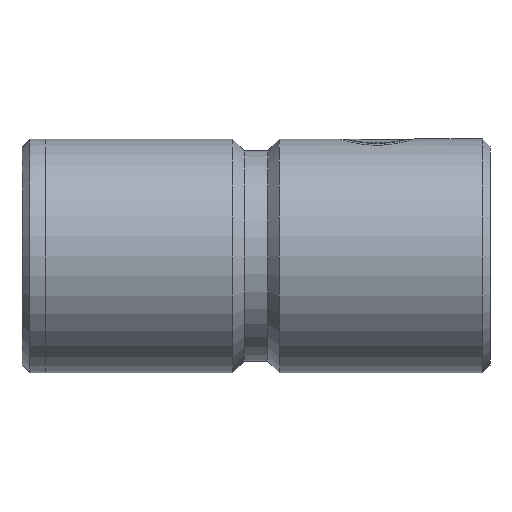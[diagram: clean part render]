
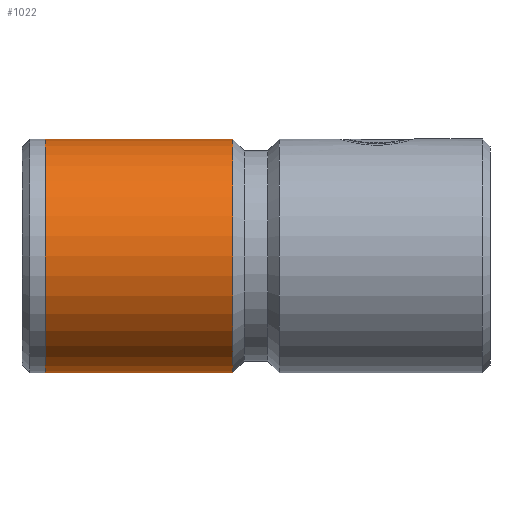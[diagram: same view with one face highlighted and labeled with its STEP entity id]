
A CAD part, left-side view. The second image highlights one B-rep face of the part: STEP entity #1022.
In plain terms, the highlighted cylindrical face has radius 15 mm (diameter 30 mm), a partial arc.
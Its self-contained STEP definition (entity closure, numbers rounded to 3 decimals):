
#10 = ORIENTED_EDGE ( 'NONE', *, *, #668, .T. ) ;
#36 = CARTESIAN_POINT ( 'NONE',  ( 0., 57., 15. ) ) ;
#54 = CARTESIAN_POINT ( 'NONE',  ( 0., 0., -15. ) ) ;
#70 = VERTEX_POINT ( 'NONE', #694 ) ;
#97 = VERTEX_POINT ( 'NONE', #843 ) ;
#175 = ORIENTED_EDGE ( 'NONE', *, *, #662, .F. ) ;
#193 = DIRECTION ( 'NONE',  ( 0., -1., 0. ) ) ;
#379 = CARTESIAN_POINT ( 'NONE',  ( 0., 0., 0. ) ) ;
#443 = EDGE_CURVE ( 'NONE', #1414, #70, #758, .T. ) ;
#515 = DIRECTION ( 'NONE',  ( 0., -1., 0. ) ) ;
#570 = EDGE_LOOP ( 'NONE', ( #175, #850, #10, #1455 ) ) ;
#600 = VERTEX_POINT ( 'NONE', #1221 ) ;
#606 = CARTESIAN_POINT ( 'NONE',  ( 0., 57., 0. ) ) ;
#652 = CARTESIAN_POINT ( 'NONE',  ( 0., 33., 0. ) ) ;
#662 = EDGE_CURVE ( 'NONE', #1414, #600, #1169, .T. ) ;
#668 = EDGE_CURVE ( 'NONE', #70, #97, #1589, .T. ) ;
#694 = CARTESIAN_POINT ( 'NONE',  ( 0., 57., -15. ) ) ;
#748 = DIRECTION ( 'NONE',  ( 0., 0., -1. ) ) ;
#758 = CIRCLE ( 'NONE', #1388, 15. ) ;
#794 = DIRECTION ( 'NONE',  ( 0., 0., -1. ) ) ;
#814 = VECTOR ( 'NONE', #1002, 1000. ) ;
#843 = CARTESIAN_POINT ( 'NONE',  ( 0., 33., -15. ) ) ;
#850 = ORIENTED_EDGE ( 'NONE', *, *, #443, .T. ) ;
#965 = FACE_OUTER_BOUND ( 'NONE', #570, .T. ) ;
#1000 = EDGE_CURVE ( 'NONE', #600, #97, #1579, .T. ) ;
#1002 = DIRECTION ( 'NONE',  ( 0., -1., 0. ) ) ;
#1022 = ADVANCED_FACE ( 'NONE', ( #965 ), #1546, .T. ) ;
#1072 = AXIS2_PLACEMENT_3D ( 'NONE', #652, #1572, #794 ) ;
#1169 = LINE ( 'NONE', #1520, #814 ) ;
#1192 = DIRECTION ( 'NONE',  ( 0., 0., -1. ) ) ;
#1221 = CARTESIAN_POINT ( 'NONE',  ( 0., 33., 15. ) ) ;
#1388 = AXIS2_PLACEMENT_3D ( 'NONE', #606, #1532, #748 ) ;
#1414 = VERTEX_POINT ( 'NONE', #36 ) ;
#1455 = ORIENTED_EDGE ( 'NONE', *, *, #1000, .F. ) ;
#1509 = AXIS2_PLACEMENT_3D ( 'NONE', #379, #515, #1192 ) ;
#1510 = VECTOR ( 'NONE', #193, 1000. ) ;
#1520 = CARTESIAN_POINT ( 'NONE',  ( 0., 0., 15. ) ) ;
#1532 = DIRECTION ( 'NONE',  ( 0., -1., 0. ) ) ;
#1546 = CYLINDRICAL_SURFACE ( 'NONE', #1509, 15. ) ;
#1572 = DIRECTION ( 'NONE',  ( 0., -1., 0. ) ) ;
#1579 = CIRCLE ( 'NONE', #1072, 15. ) ;
#1589 = LINE ( 'NONE', #54, #1510 ) ;
